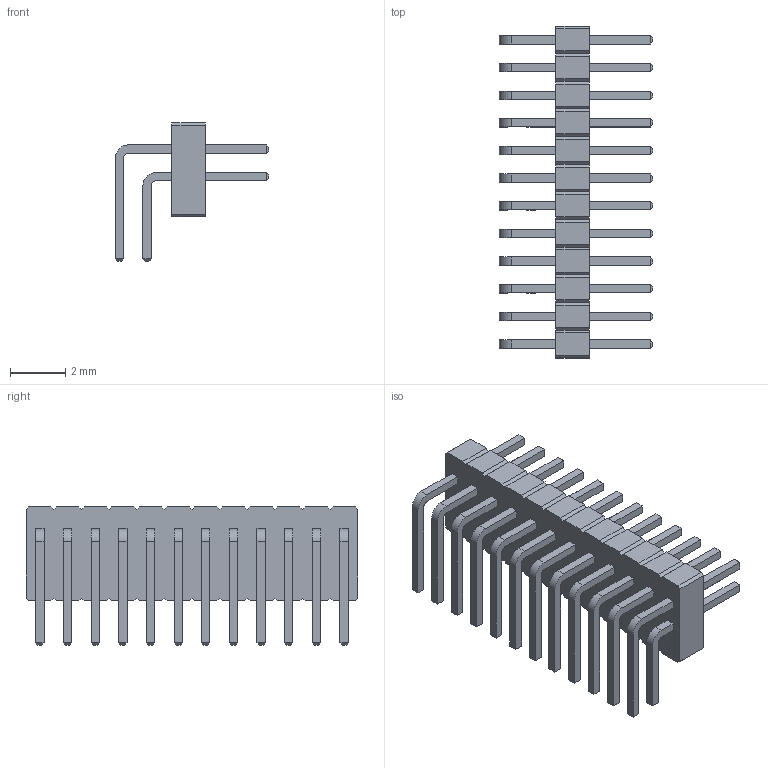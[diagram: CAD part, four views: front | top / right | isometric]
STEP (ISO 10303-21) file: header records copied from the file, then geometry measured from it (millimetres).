
FILE_DESCRIPTION(/* description */ ('model of Pin_Header_Angled_2x12_Pitch1.00mm'),/* implementation_level */ '2;1');
FILE_NAME(/* name */ 'Pin_Header_Angled_2x12_Pitch1.00mm.step',/* time_stamp */ '2017-09-10T19:26:30',/* author */ ('kicad StepUp','ksu'),/* organization */ ('FreeCAD'),/* preprocessor_version */ 'OCC',/* originating_system */ 'kicad StepUp',/* authorisation */ '');
FILE_SCHEMA(('AUTOMOTIVE_DESIGN { 1 0 10303 214 1 1 1 1 }'));
Length unit declared in the file: millimetre
Products named in the file (1): Pin_Header_Angled_2x12_Pitch100mm
Bounding box: 5.55 x 12 x 5 mm (x, y, z)
Volume: 63.9 mm3; surface area: 321.5 mm2
Topology: 1 solids, 1 shells, 604 faces, 1470 edges, 916 vertices
Faces by surface type: plane 556, cylinder 48
Entity records: 21395 total; most frequent: CARTESIAN_POINT 2991, ORIENTED_EDGE 2940, DIRECTION 2776, EDGE_CURVE 1470, LINE 1374, VECTOR 1374, VERTEX_POINT 916, AXIS2_PLACEMENT_3D 701
